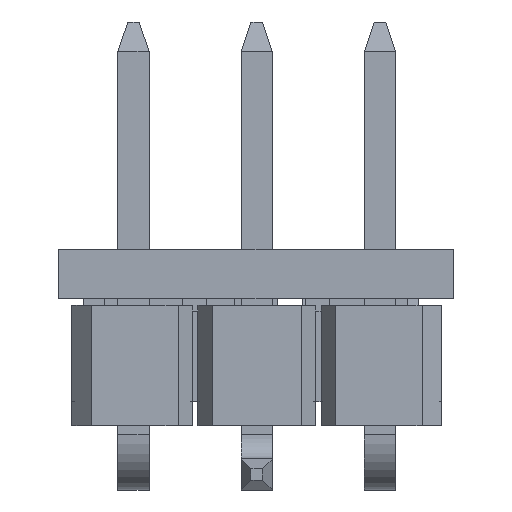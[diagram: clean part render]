
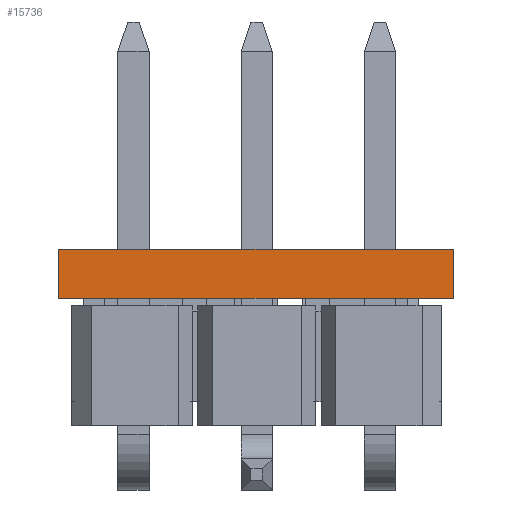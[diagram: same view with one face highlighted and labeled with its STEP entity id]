
A CAD part, front view. The second image highlights one B-rep face of the part: STEP entity #15736.
In plain terms, the highlighted planar face has unit normal (0, -1, 0).
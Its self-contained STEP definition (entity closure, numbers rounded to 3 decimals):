
#988 = PLANE('',#989);
#989 = AXIS2_PLACEMENT_3D('',#990,#991,#992);
#990 = CARTESIAN_POINT('',(8.1,0.,1.));
#991 = DIRECTION('',(0.,0.,-1.));
#992 = DIRECTION('',(-1.,0.,0.));
#1038 = PLANE('',#1039);
#1039 = AXIS2_PLACEMENT_3D('',#1040,#1041,#1042);
#1040 = CARTESIAN_POINT('',(8.1,0.,-0.016));
#1041 = DIRECTION('',(0.,0.,-1.));
#1042 = DIRECTION('',(-1.,0.,0.));
#3725 = VERTEX_POINT('',#3726);
#3726 = CARTESIAN_POINT('',(8.1,0.,-0.016));
#3740 = PLANE('',#3741);
#3741 = AXIS2_PLACEMENT_3D('',#3742,#3743,#3744);
#3742 = CARTESIAN_POINT('',(8.1,13.081,-0.016));
#3743 = DIRECTION('',(-1.,0.,0.));
#3744 = DIRECTION('',(0.,0.,1.));
#3752 = EDGE_CURVE('',#3725,#3753,#3755,.T.);
#3753 = VERTEX_POINT('',#3754);
#3754 = CARTESIAN_POINT('',(-0.028,0.,-0.016));
#3755 = SURFACE_CURVE('',#3756,(#3760,#3767),.PCURVE_S1.);
#3756 = LINE('',#3757,#3758);
#3757 = CARTESIAN_POINT('',(8.1,0.,-0.016));
#3758 = VECTOR('',#3759,1.);
#3759 = DIRECTION('',(-1.,0.,0.));
#3760 = PCURVE('',#1038,#3761);
#3761 = DEFINITIONAL_REPRESENTATION('',(#3762),#3766);
#3762 = LINE('',#3763,#3764);
#3763 = CARTESIAN_POINT('',(0.,0.));
#3764 = VECTOR('',#3765,1.);
#3765 = DIRECTION('',(1.,0.));
#3766 = ( GEOMETRIC_REPRESENTATION_CONTEXT(2) 
PARAMETRIC_REPRESENTATION_CONTEXT() REPRESENTATION_CONTEXT('2D SPACE',''
  ) );
#3767 = PCURVE('',#3768,#3773);
#3768 = PLANE('',#3769);
#3769 = AXIS2_PLACEMENT_3D('',#3770,#3771,#3772);
#3770 = CARTESIAN_POINT('',(8.1,0.,-0.016));
#3771 = DIRECTION('',(0.,1.,0.));
#3772 = DIRECTION('',(0.,0.,-1.));
#3773 = DEFINITIONAL_REPRESENTATION('',(#3774),#3778);
#3774 = LINE('',#3775,#3776);
#3775 = CARTESIAN_POINT('',(0.,0.));
#3776 = VECTOR('',#3777,1.);
#3777 = DIRECTION('',(0.,1.));
#3778 = ( GEOMETRIC_REPRESENTATION_CONTEXT(2) 
PARAMETRIC_REPRESENTATION_CONTEXT() REPRESENTATION_CONTEXT('2D SPACE',''
  ) );
#3796 = PLANE('',#3797);
#3797 = AXIS2_PLACEMENT_3D('',#3798,#3799,#3800);
#3798 = CARTESIAN_POINT('',(-0.028,0.,-0.016));
#3799 = DIRECTION('',(1.,0.,0.));
#3800 = DIRECTION('',(0.,0.,-1.));
#10425 = VERTEX_POINT('',#10426);
#10426 = CARTESIAN_POINT('',(8.1,0.,1.));
#10471 = VERTEX_POINT('',#10472);
#10472 = CARTESIAN_POINT('',(-0.028,0.,1.));
#10493 = EDGE_CURVE('',#10425,#10471,#10494,.T.);
#10494 = SURFACE_CURVE('',#10495,(#10499,#10506),.PCURVE_S1.);
#10495 = LINE('',#10496,#10497);
#10496 = CARTESIAN_POINT('',(8.1,0.,1.));
#10497 = VECTOR('',#10498,1.);
#10498 = DIRECTION('',(-1.,0.,0.));
#10499 = PCURVE('',#988,#10500);
#10500 = DEFINITIONAL_REPRESENTATION('',(#10501),#10505);
#10501 = LINE('',#10502,#10503);
#10502 = CARTESIAN_POINT('',(0.,0.));
#10503 = VECTOR('',#10504,1.);
#10504 = DIRECTION('',(1.,0.));
#10505 = ( GEOMETRIC_REPRESENTATION_CONTEXT(2) 
PARAMETRIC_REPRESENTATION_CONTEXT() REPRESENTATION_CONTEXT('2D SPACE',''
  ) );
#10506 = PCURVE('',#3768,#10507);
#10507 = DEFINITIONAL_REPRESENTATION('',(#10508),#10512);
#10508 = LINE('',#10509,#10510);
#10509 = CARTESIAN_POINT('',(-1.016,0.));
#10510 = VECTOR('',#10511,1.);
#10511 = DIRECTION('',(0.,1.));
#10512 = ( GEOMETRIC_REPRESENTATION_CONTEXT(2) 
PARAMETRIC_REPRESENTATION_CONTEXT() REPRESENTATION_CONTEXT('2D SPACE',''
  ) );
#15694 = EDGE_CURVE('',#3725,#10425,#15695,.T.);
#15695 = SURFACE_CURVE('',#15696,(#15700,#15707),.PCURVE_S1.);
#15696 = LINE('',#15697,#15698);
#15697 = CARTESIAN_POINT('',(8.1,0.,-0.016));
#15698 = VECTOR('',#15699,1.);
#15699 = DIRECTION('',(0.,-0.,1.));
#15700 = PCURVE('',#3740,#15701);
#15701 = DEFINITIONAL_REPRESENTATION('',(#15702),#15706);
#15702 = LINE('',#15703,#15704);
#15703 = CARTESIAN_POINT('',(-0.,-13.081));
#15704 = VECTOR('',#15705,1.);
#15705 = DIRECTION('',(1.,-0.));
#15706 = ( GEOMETRIC_REPRESENTATION_CONTEXT(2) 
PARAMETRIC_REPRESENTATION_CONTEXT() REPRESENTATION_CONTEXT('2D SPACE',''
  ) );
#15707 = PCURVE('',#3768,#15708);
#15708 = DEFINITIONAL_REPRESENTATION('',(#15709),#15713);
#15709 = LINE('',#15710,#15711);
#15710 = CARTESIAN_POINT('',(0.,0.));
#15711 = VECTOR('',#15712,1.);
#15712 = DIRECTION('',(-1.,0.));
#15713 = ( GEOMETRIC_REPRESENTATION_CONTEXT(2) 
PARAMETRIC_REPRESENTATION_CONTEXT() REPRESENTATION_CONTEXT('2D SPACE',''
  ) );
#15736 = ADVANCED_FACE('',(#15737),#3768,.F.);
#15737 = FACE_BOUND('',#15738,.T.);
#15738 = EDGE_LOOP('',(#15739,#15740,#15761,#15762));
#15739 = ORIENTED_EDGE('',*,*,#10493,.T.);
#15740 = ORIENTED_EDGE('',*,*,#15741,.F.);
#15741 = EDGE_CURVE('',#3753,#10471,#15742,.T.);
#15742 = SURFACE_CURVE('',#15743,(#15747,#15754),.PCURVE_S1.);
#15743 = LINE('',#15744,#15745);
#15744 = CARTESIAN_POINT('',(-0.028,0.,-0.016));
#15745 = VECTOR('',#15746,1.);
#15746 = DIRECTION('',(0.,-0.,1.));
#15747 = PCURVE('',#3768,#15748);
#15748 = DEFINITIONAL_REPRESENTATION('',(#15749),#15753);
#15749 = LINE('',#15750,#15751);
#15750 = CARTESIAN_POINT('',(0.,8.128));
#15751 = VECTOR('',#15752,1.);
#15752 = DIRECTION('',(-1.,0.));
#15753 = ( GEOMETRIC_REPRESENTATION_CONTEXT(2) 
PARAMETRIC_REPRESENTATION_CONTEXT() REPRESENTATION_CONTEXT('2D SPACE',''
  ) );
#15754 = PCURVE('',#3796,#15755);
#15755 = DEFINITIONAL_REPRESENTATION('',(#15756),#15760);
#15756 = LINE('',#15757,#15758);
#15757 = CARTESIAN_POINT('',(0.,0.));
#15758 = VECTOR('',#15759,1.);
#15759 = DIRECTION('',(-1.,0.));
#15760 = ( GEOMETRIC_REPRESENTATION_CONTEXT(2) 
PARAMETRIC_REPRESENTATION_CONTEXT() REPRESENTATION_CONTEXT('2D SPACE',''
  ) );
#15761 = ORIENTED_EDGE('',*,*,#3752,.F.);
#15762 = ORIENTED_EDGE('',*,*,#15694,.T.);
